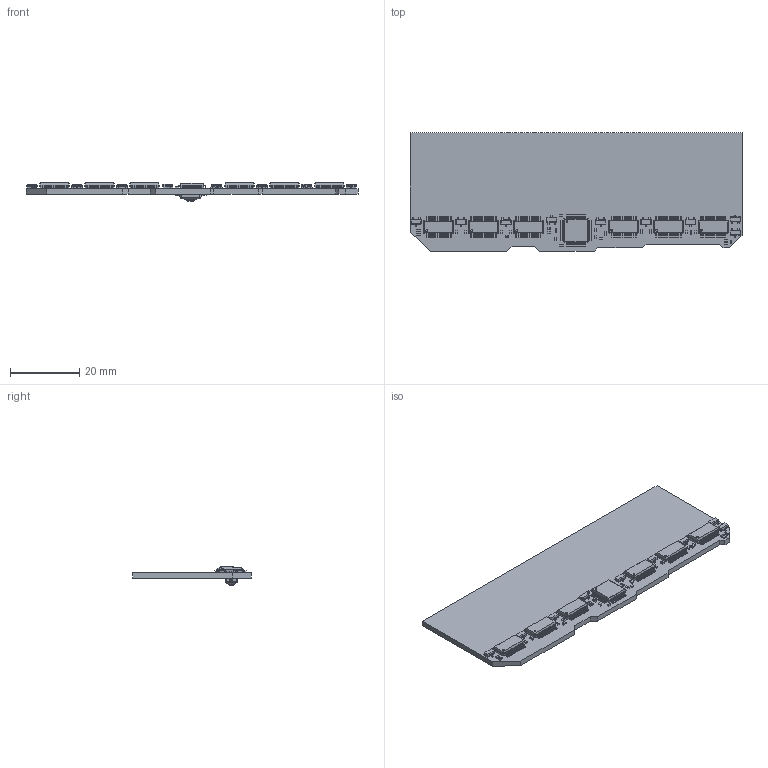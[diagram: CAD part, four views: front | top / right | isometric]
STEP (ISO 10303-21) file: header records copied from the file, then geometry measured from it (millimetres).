
FILE_DESCRIPTION(('KiCad electronic assembly'),'2;1');
FILE_NAME('ledboad.step','2024-10-08T02:12:45',('Pcbnew'),('Kicad'), 'Open CASCADE STEP processor 7.8','KiCad to STEP converter','Unknown' );
FILE_SCHEMA(('AUTOMOTIVE_DESIGN { 1 0 10303 214 1 1 1 1 }'));
Length unit declared in the file: millimetre
Products named in the file (16): ledboad 1; SSOP-24_3.9x8.7mm_P0.635mm; SSOP_24_39x87mm_P0635mm; LQFP-48_7x7mm_P0.5mm; LQFP_48_7x7mm_P05mm; SOT-23; SOT_23; R_0402_1005Metric; C_0402_1005Metric; SOT-23-3; SW_SPST_FSMSM; ASSEMBLY; ledboad_PCB
Assembly tree (50 placements, depth 3):
  ledboad 1
    SSOP-24_3.9x8.7mm_P0.635mm  x6
      SSOP_24_39x87mm_P0635mm
    LQFP-48_7x7mm_P0.5mm
      LQFP_48_7x7mm_P05mm
    SOT-23  x8
      SOT_23
    R_0402_1005Metric  x17
      R_0402_1005Metric
    C_0402_1005Metric  x8
      C_0402_1005Metric
    SOT-23-3
      SOT-23-3
    SW_SPST_FSMSM
      ASSEMBLY
    ledboad_PCB
Bounding box: 96 x 34.25 x 5.35 mm (x, y, z)
Volume: 5556.9 mm3; surface area: 8121 mm2
Topology: 45 solids, 45 shells, 4580 faces, 11990 edges, 7513 vertices
Faces by surface type: plane 2817, cylinder 1147, bspline 604, sphere 12
Full cylindrical faces by diameter (mm): 0.5 x7
Entity records: 57208 total; most frequent: CARTESIAN_POINT 11668, ORIENTED_EDGE 7662, DIRECTION 7056, EDGE_CURVE 3831, LINE 2950, VECTOR 2950, VERTEX_POINT 2401, AXIS2_PLACEMENT_3D 2053
